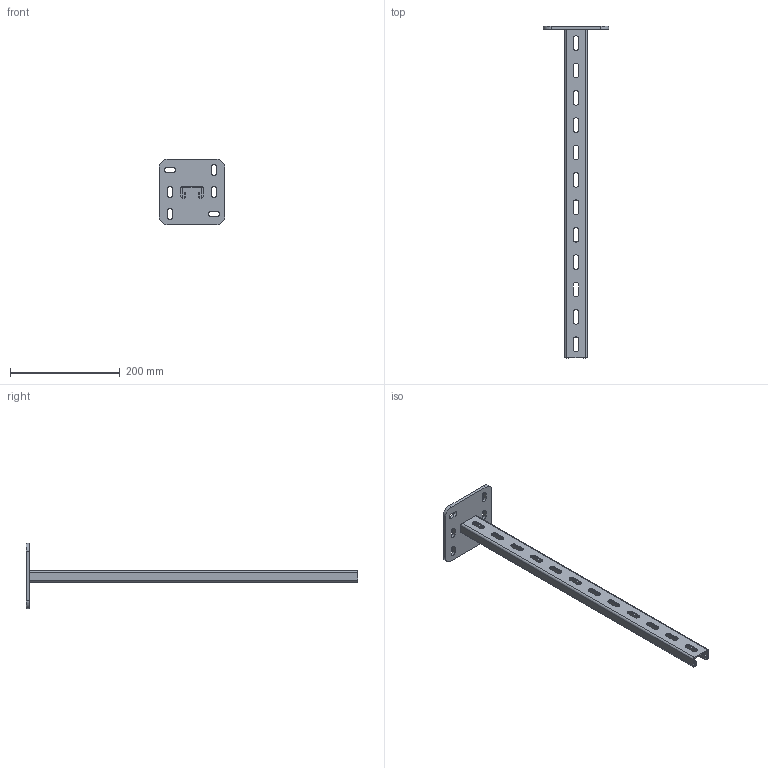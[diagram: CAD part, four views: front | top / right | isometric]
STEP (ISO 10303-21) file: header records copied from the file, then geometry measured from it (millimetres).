
FILE_DESCRIPTION (( 'STEP AP203' ), '1' );
FILE_NAME ('Ïîäâåñ BSP-21_BSP2106.STEP', '2012-11-16T09:00:12', ( 'Àñååâ' ), ( '' ), 'SwSTEP 2.0', 'SolidWorks 2012', '' );
FILE_SCHEMA (( 'CONFIG_CONTROL_DESIGN' ));
Length unit declared in the file: millimetre
Products named in the file (1): 砐鳱殥 BSP-21_BSP2106
Bounding box: 120 x 606 x 120 mm (x, y, z)
Volume: 222827.1 mm3; surface area: 151038 mm2
Topology: 1 solids, 1 shells, 111 faces, 324 edges, 216 vertices
Faces by surface type: plane 59, cylinder 52
Entity records: 3851 total; most frequent: DIRECTION 652, CARTESIAN_POINT 652, ORIENTED_EDGE 648, EDGE_CURVE 324, VECTOR 220, LINE 220, VERTEX_POINT 216, AXIS2_PLACEMENT_3D 216
